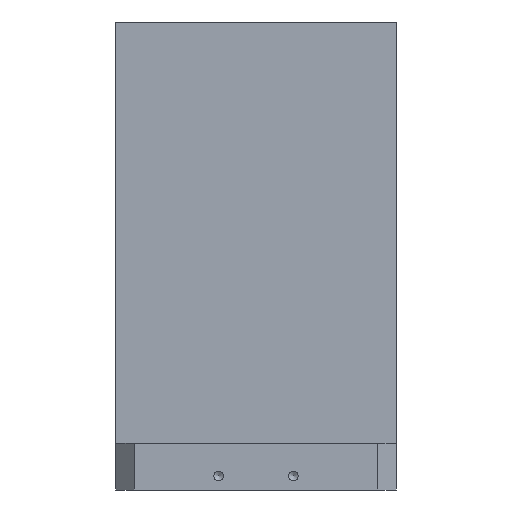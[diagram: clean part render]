
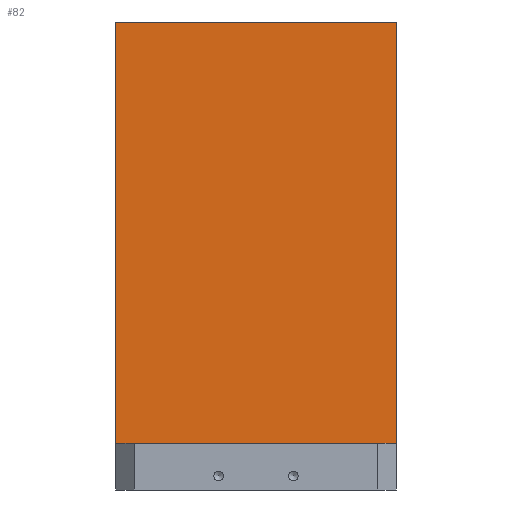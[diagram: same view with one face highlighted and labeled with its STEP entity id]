
A CAD part, front view. The second image highlights one B-rep face of the part: STEP entity #82.
In plain terms, the highlighted planar face has unit normal (0, -1, 0).
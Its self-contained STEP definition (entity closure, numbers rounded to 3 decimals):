
#82 = ADVANCED_FACE( '', ( #131 ), #132, .F. );
#131 = FACE_OUTER_BOUND( '', #231, .T. );
#132 = PLANE( '', #232 );
#231 = EDGE_LOOP( '', ( #365, #366, #367, #368 ) );
#232 = AXIS2_PLACEMENT_3D( '', #369, #370, #371 );
#365 = ORIENTED_EDGE( '', *, *, #541, .F. );
#366 = ORIENTED_EDGE( '', *, *, #565, .F. );
#367 = ORIENTED_EDGE( '', *, *, #566, .F. );
#368 = ORIENTED_EDGE( '', *, *, #562, .T. );
#369 = CARTESIAN_POINT( '', ( -150., -40., 500. ) );
#370 = DIRECTION( '', ( 0., 1., 0. ) );
#371 = DIRECTION( '', ( -1., 0., 0. ) );
#541 = EDGE_CURVE( '', #609, #611, #612, .T. );
#562 = EDGE_CURVE( '', #646, #611, #647, .T. );
#565 = EDGE_CURVE( '', #651, #609, #652, .T. );
#566 = EDGE_CURVE( '', #646, #651, #653, .T. );
#609 = VERTEX_POINT( '', #719 );
#611 = VERTEX_POINT( '', #722 );
#612 = LINE( '', #723, #724 );
#646 = VERTEX_POINT( '', #771 );
#647 = LINE( '', #772, #773 );
#651 = VERTEX_POINT( '', #779 );
#652 = LINE( '', #780, #781 );
#653 = LINE( '', #782, #783 );
#719 = CARTESIAN_POINT( '', ( 150., -40., 50. ) );
#722 = CARTESIAN_POINT( '', ( -150., -40., 50. ) );
#723 = CARTESIAN_POINT( '', ( -150., -40., 50. ) );
#724 = VECTOR( '', #861, 1000. );
#771 = CARTESIAN_POINT( '', ( -150., -40., 500. ) );
#772 = CARTESIAN_POINT( '', ( -150., -40., 500. ) );
#773 = VECTOR( '', #890, 1000. );
#779 = CARTESIAN_POINT( '', ( 150., -40., 500. ) );
#780 = CARTESIAN_POINT( '', ( 150., -40., 500. ) );
#781 = VECTOR( '', #893, 1000. );
#782 = CARTESIAN_POINT( '', ( -150., -40., 500. ) );
#783 = VECTOR( '', #894, 1000. );
#861 = DIRECTION( '', ( -1., 0., 0. ) );
#890 = DIRECTION( '', ( 0., 0., -1. ) );
#893 = DIRECTION( '', ( 0., 0., -1. ) );
#894 = DIRECTION( '', ( 1., 0., 0. ) );
